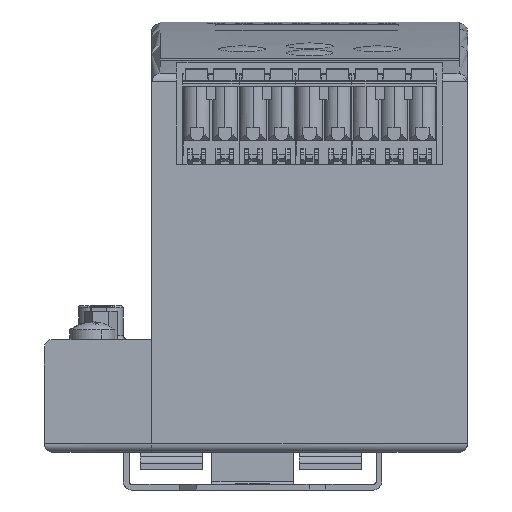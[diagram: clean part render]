
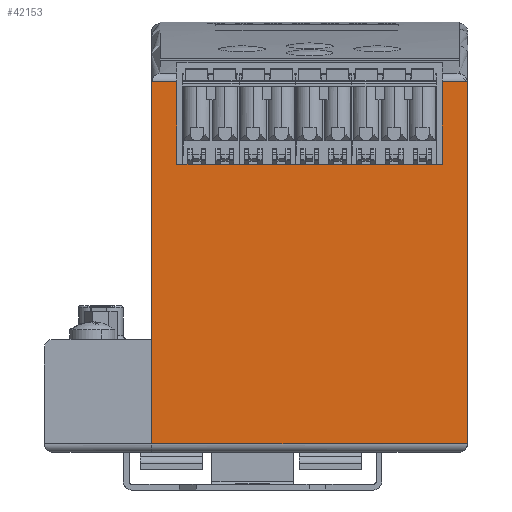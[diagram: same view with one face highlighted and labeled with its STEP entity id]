
A CAD part, front view. The second image highlights one B-rep face of the part: STEP entity #42153.
In plain terms, the highlighted planar face has unit normal (0, -1, 0).
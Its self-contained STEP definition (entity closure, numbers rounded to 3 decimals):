
#41503=CARTESIAN_POINT('',(28.,-60.5,1.5));
#41524=DIRECTION('',(0.,0.,
-1.));
#41525=VECTOR('',#41524,63.983);
#41526=CARTESIAN_POINT('',(28.001,-60.5,65.483));
#41527=LINE('',#41526,#41525);
#41587=DIRECTION('',(1.,0.,0.));
#41588=VECTOR('',#41587,4.486);
#41589=CARTESIAN_POINT('',(-27.986,-60.5,
65.709));
#41590=LINE('',#41589,#41588);
#41644=DIRECTION('',(0.,0.,-1.));
#41645=VECTOR('',#41644,14.709);
#41646=CARTESIAN_POINT('',(-23.5,-60.5,65.709));
#41647=LINE('',#41646,#41645);
#41673=DIRECTION('',(0.,0.,1.));
#41674=VECTOR('',#41673,14.709);
#41675=CARTESIAN_POINT('',(23.5,-60.5,51.));
#41676=LINE('',#41675,#41674);
#41695=DIRECTION('',(1.,0.,0.));
#41696=VECTOR('',#41695,4.486);
#41697=CARTESIAN_POINT('',(23.5,-60.5,65.709));
#41698=LINE('',#41697,#41696);
#41702=CARTESIAN_POINT('',(28.001,-60.5,65.483));
#41703=CARTESIAN_POINT('',(28.001,-60.5,65.508));
#41704=CARTESIAN_POINT('',(28.01,-60.5,
65.559));
#41705=CARTESIAN_POINT('',(28.003,-60.5,
65.635));
#41706=CARTESIAN_POINT('',(27.99,-60.5,
65.684));
#41707=CARTESIAN_POINT('',(27.986,-60.5,
65.709));
#41712=CARTESIAN_POINT('',(-27.986,-60.5,
65.709));
#41713=CARTESIAN_POINT('',(-27.99,-60.5,
65.684));
#41714=CARTESIAN_POINT('',(-28.003,-60.5,
65.635));
#41715=CARTESIAN_POINT('',(-28.01,-60.5,
65.559));
#41716=CARTESIAN_POINT('',(-28.001,-60.5,65.508));
#41717=CARTESIAN_POINT('',(-28.001,-60.5,65.483));
#41722=DIRECTION('',(1.,0.,0.));
#41723=VECTOR('',#41722,47.);
#41724=CARTESIAN_POINT('',(-23.5,-60.5,51.));
#41725=LINE('',#41724,#41723);
#41729=DIRECTION('',(-1.,0.,0.));
#41730=VECTOR('',#41729,56.);
#41731=CARTESIAN_POINT('',(28.,-60.5,1.5));
#41732=LINE('',#41731,#41730);
#41751=DIRECTION('',(0.,0.,1.));
#41752=VECTOR('',#41751,63.983);
#41753=CARTESIAN_POINT('',(-28.,-60.5,1.5));
#41754=LINE('',#41753,#41752);
#41923=CARTESIAN_POINT('',(-28.,-60.5,65.483));
#41924=VERTEX_POINT('',#41923);
#41925=VERTEX_POINT('',#41712);
#41928=CARTESIAN_POINT('',(-23.5,-60.5,65.709));
#41930=VERTEX_POINT('',#41928);
#41931=CARTESIAN_POINT('',(23.5,-60.5,65.709));
#41933=VERTEX_POINT('',#41931);
#41935=CARTESIAN_POINT('',(27.986,-60.5,
65.709));
#41936=VERTEX_POINT('',#41935);
#41939=VERTEX_POINT('',#41702);
#41941=CARTESIAN_POINT('',(-28.,-60.5,1.5));
#41943=VERTEX_POINT('',#41941);
#41947=VERTEX_POINT('',#41503);
#41948=CARTESIAN_POINT('',(-23.5,-60.5,51.));
#41949=VERTEX_POINT('',#41948);
#41954=CARTESIAN_POINT('',(23.5,-60.5,51.));
#41955=VERTEX_POINT('',#41954);
#42132=CARTESIAN_POINT('',(-28.,-60.5,33.5));
#42133=DIRECTION('',(0.,-1.,0.));
#42134=DIRECTION('',(1.,0.,0.));
#42135=AXIS2_PLACEMENT_3D('',#42132,#42133,#42134);
#42136=PLANE('',#42135);
#42137=ORIENTED_EDGE('',*,*,#42062,.T.);
#42138=ORIENTED_EDGE('',*,*,#42083,.T.);
#42140=ORIENTED_EDGE('',*,*,#42139,.T.);
#42141=ORIENTED_EDGE('',*,*,#42109,.T.);
#42142=ORIENTED_EDGE('',*,*,#42127,.T.);
#42143=ORIENTED_EDGE('',*,*,#42023,.F.);
#42144=ORIENTED_EDGE('',*,*,#42008,.T.);
#42146=ORIENTED_EDGE('',*,*,#42145,.T.);
#42148=ORIENTED_EDGE('',*,*,#42147,.T.);
#42150=ORIENTED_EDGE('',*,*,#42149,.F.);
#42151=EDGE_LOOP('',(#42137,#42138,#42140,#42141,#42142,#42143,#42144,#42146,
#42148,#42150));
#42152=FACE_OUTER_BOUND('',#42151,.F.);
#42153=ADVANCED_FACE('',(#42152),#42136,.T.);
#41708=B_SPLINE_CURVE_WITH_KNOTS('',3,(#41702,#41703,#41704,#41705,#41706,
#41707),.UNSPECIFIED.,.F.,.F.,(4,1,1,4),(0.,0.333,
0.667,1.),.UNSPECIFIED.);
#41718=B_SPLINE_CURVE_WITH_KNOTS('',3,(#41712,#41713,#41714,#41715,#41716,
#41717),.UNSPECIFIED.,.F.,.F.,(4,1,1,4),(0.,0.333,
0.667,1.),.UNSPECIFIED.);
#42008=EDGE_CURVE('',#41939,#41947,#41527,.T.);
#42023=EDGE_CURVE('',#41939,#41936,#41708,.T.);
#42062=EDGE_CURVE('',#41925,#41930,#41590,.T.);
#42083=EDGE_CURVE('',#41930,#41949,#41647,.T.);
#42109=EDGE_CURVE('',#41955,#41933,#41676,.T.);
#42127=EDGE_CURVE('',#41933,#41936,#41698,.T.);
#42139=EDGE_CURVE('',#41949,#41955,#41725,.T.);
#42145=EDGE_CURVE('',#41947,#41943,#41732,.T.);
#42147=EDGE_CURVE('',#41943,#41924,#41754,.T.);
#42149=EDGE_CURVE('',#41925,#41924,#41718,.T.);
